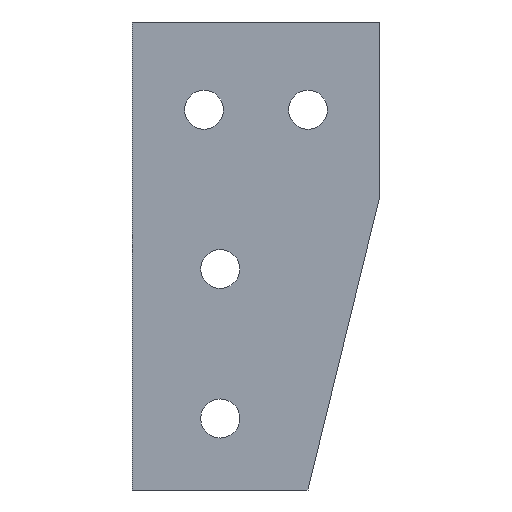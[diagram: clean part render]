
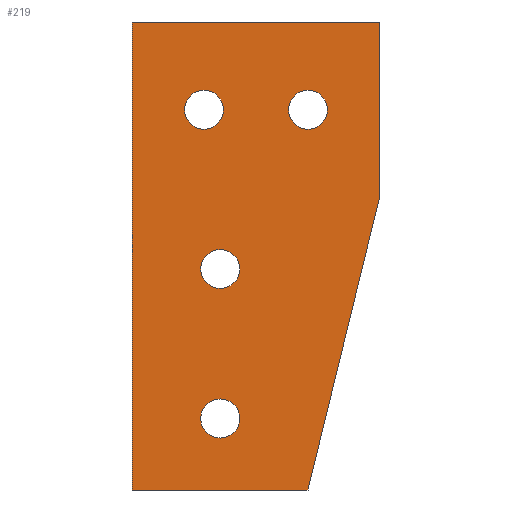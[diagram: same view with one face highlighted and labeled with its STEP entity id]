
A CAD part, left-side view. The second image highlights one B-rep face of the part: STEP entity #219.
In plain terms, the highlighted planar face has unit normal (-1, 0, 0).
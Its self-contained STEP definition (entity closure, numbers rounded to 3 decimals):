
#19=FACE_BOUND('',#56,.T.);
#20=FACE_BOUND('',#57,.T.);
#21=FACE_BOUND('',#58,.T.);
#22=FACE_BOUND('',#59,.T.);
#29=PLANE('',#240);
#40=FACE_OUTER_BOUND('',#55,.T.);
#55=EDGE_LOOP('',(#196,#197,#198,#199,#200));
#56=EDGE_LOOP('',(#201));
#57=EDGE_LOOP('',(#202));
#58=EDGE_LOOP('',(#203));
#59=EDGE_LOOP('',(#204));
#64=LINE('',#328,#83);
#68=LINE('',#336,#87);
#71=LINE('',#342,#90);
#74=LINE('',#348,#93);
#77=LINE('',#353,#96);
#83=VECTOR('',#273,10.);
#87=VECTOR('',#279,10.);
#90=VECTOR('',#284,10.);
#93=VECTOR('',#289,10.);
#96=VECTOR('',#294,10.);
#99=CIRCLE('',#224,3.);
#101=CIRCLE('',#227,3.);
#103=CIRCLE('',#230,3.);
#105=CIRCLE('',#233,3.);
#107=VERTEX_POINT('',#304);
#109=VERTEX_POINT('',#310);
#111=VERTEX_POINT('',#316);
#113=VERTEX_POINT('',#322);
#114=VERTEX_POINT('',#326);
#115=VERTEX_POINT('',#327);
#118=VERTEX_POINT('',#335);
#120=VERTEX_POINT('',#341);
#122=VERTEX_POINT('',#347);
#126=EDGE_CURVE('',#107,#107,#99,.T.);
#129=EDGE_CURVE('',#109,#109,#101,.T.);
#132=EDGE_CURVE('',#111,#111,#103,.T.);
#135=EDGE_CURVE('',#113,#113,#105,.T.);
#136=EDGE_CURVE('',#114,#115,#64,.T.);
#140=EDGE_CURVE('',#114,#118,#68,.T.);
#143=EDGE_CURVE('',#120,#118,#71,.T.);
#146=EDGE_CURVE('',#122,#120,#74,.T.);
#149=EDGE_CURVE('',#115,#122,#77,.T.);
#196=ORIENTED_EDGE('',*,*,#149,.F.);
#197=ORIENTED_EDGE('',*,*,#136,.F.);
#198=ORIENTED_EDGE('',*,*,#140,.T.);
#199=ORIENTED_EDGE('',*,*,#143,.F.);
#200=ORIENTED_EDGE('',*,*,#146,.F.);
#201=ORIENTED_EDGE('',*,*,#135,.F.);
#202=ORIENTED_EDGE('',*,*,#132,.F.);
#203=ORIENTED_EDGE('',*,*,#129,.F.);
#204=ORIENTED_EDGE('',*,*,#126,.F.);
#219=ADVANCED_FACE('',(#40,#19,#20,#21,#22),#29,.F.);
#224=AXIS2_PLACEMENT_3D('',#306,#248,#249);
#227=AXIS2_PLACEMENT_3D('',#312,#255,#256);
#230=AXIS2_PLACEMENT_3D('',#318,#262,#263);
#233=AXIS2_PLACEMENT_3D('',#324,#269,#270);
#240=AXIS2_PLACEMENT_3D('',#356,#298,#299);
#248=DIRECTION('center_axis',(-1.,0.,0.));
#249=DIRECTION('ref_axis',(0.,1.,0.));
#255=DIRECTION('center_axis',(-1.,0.,0.));
#256=DIRECTION('ref_axis',(0.,1.,0.));
#262=DIRECTION('center_axis',(-1.,0.,0.));
#263=DIRECTION('ref_axis',(0.,1.,0.));
#269=DIRECTION('center_axis',(-1.,0.,0.));
#270=DIRECTION('ref_axis',(0.,1.,0.));
#273=DIRECTION('',(0.,1.,0.));
#279=DIRECTION('',(0.,-0.237,0.971));
#284=DIRECTION('',(0.,0.,-1.));
#289=DIRECTION('',(0.,-1.,0.));
#294=DIRECTION('',(0.,0.,1.));
#298=DIRECTION('center_axis',(1.,0.,0.));
#299=DIRECTION('ref_axis',(0.,1.,0.));
#304=CARTESIAN_POINT('',(0.,24.,13.5));
#306=CARTESIAN_POINT('Origin',(0.,27.,13.5));
#310=CARTESIAN_POINT('',(0.,21.5,-34.));
#312=CARTESIAN_POINT('Origin',(0.,24.5,-34.));
#316=CARTESIAN_POINT('',(0.,21.5,-11.));
#318=CARTESIAN_POINT('Origin',(0.,24.5,-11.));
#322=CARTESIAN_POINT('',(0.,8.,13.5));
#324=CARTESIAN_POINT('Origin',(0.,11.,13.5));
#326=CARTESIAN_POINT('',(0.,11.,-45.));
#327=CARTESIAN_POINT('',(0.,38.,-45.));
#328=CARTESIAN_POINT('',(0.,11.,-45.));
#335=CARTESIAN_POINT('',(0.,0.,0.));
#336=CARTESIAN_POINT('',(0.,11.,-45.));
#341=CARTESIAN_POINT('',(0.,0.,27.));
#342=CARTESIAN_POINT('',(0.,0.,27.));
#347=CARTESIAN_POINT('',(0.,38.,27.));
#348=CARTESIAN_POINT('',(0.,38.,27.));
#353=CARTESIAN_POINT('',(0.,38.,-45.));
#356=CARTESIAN_POINT('Origin',(0.,19.,-9.));
